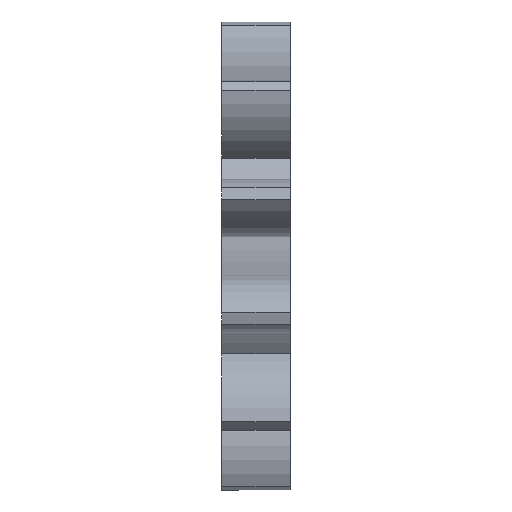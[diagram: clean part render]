
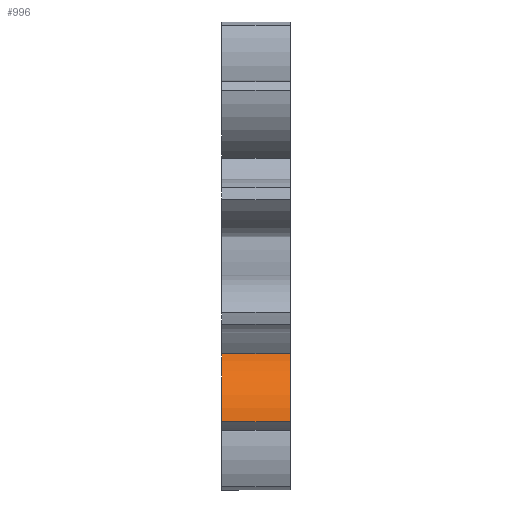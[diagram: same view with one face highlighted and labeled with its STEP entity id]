
A CAD part, front view. The second image highlights one B-rep face of the part: STEP entity #996.
In plain terms, the highlighted cylindrical face has radius 15.24 mm (diameter 30.48 mm), a partial arc.
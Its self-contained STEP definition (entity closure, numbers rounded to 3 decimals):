
#77 = FACE_OUTER_BOUND ( 'NONE', #995, .T. ) ;
#82 = EDGE_CURVE ( 'NONE', #1258, #1449, #1913, .T. ) ;
#148 = AXIS2_PLACEMENT_3D ( 'NONE', #1583, #307, #971 ) ;
#265 = CIRCLE ( 'NONE', #1311, 15.24 ) ;
#281 = CARTESIAN_POINT ( 'NONE',  ( 0., -32.219, -30.623 ) ) ;
#290 = VERTEX_POINT ( 'NONE', #281 ) ;
#307 = DIRECTION ( 'NONE',  ( -1., 0., 0. ) ) ;
#531 = CARTESIAN_POINT ( 'NONE',  ( 12.7, -32.219, -30.623 ) ) ;
#551 = AXIS2_PLACEMENT_3D ( 'NONE', #999, #1478, #969 ) ;
#573 = VECTOR ( 'NONE', #1085, 1000. ) ;
#804 = EDGE_CURVE ( 'NONE', #1825, #1258, #1314, .T. ) ;
#829 = DIRECTION ( 'NONE',  ( 1., 0., 0. ) ) ;
#969 = DIRECTION ( 'NONE',  ( 0., 0., 1. ) ) ;
#971 = DIRECTION ( 'NONE',  ( 0., -0.5, 0.866 ) ) ;
#995 = EDGE_LOOP ( 'NONE', ( #1631, #1140, #1895, #1247 ) ) ;
#996 = ADVANCED_FACE ( 'NONE', ( #77 ), #1408, .T. ) ;
#999 = CARTESIAN_POINT ( 'NONE',  ( 12.7, -17.004, -31.506 ) ) ;
#1027 = CARTESIAN_POINT ( 'NONE',  ( 6.35, -32.219, -30.623 ) ) ;
#1058 = CARTESIAN_POINT ( 'NONE',  ( 12.7, -24.162, -18.052 ) ) ;
#1085 = DIRECTION ( 'NONE',  ( -1., 0., 0. ) ) ;
#1140 = ORIENTED_EDGE ( 'NONE', *, *, #804, .T. ) ;
#1247 = ORIENTED_EDGE ( 'NONE', *, *, #1953, .T. ) ;
#1258 = VERTEX_POINT ( 'NONE', #1058 ) ;
#1311 = AXIS2_PLACEMENT_3D ( 'NONE', #1604, #829, #1770 ) ;
#1314 = CIRCLE ( 'NONE', #148, 15.24 ) ;
#1408 = CYLINDRICAL_SURFACE ( 'NONE', #551, 15.24 ) ;
#1449 = VERTEX_POINT ( 'NONE', #1608 ) ;
#1476 = EDGE_CURVE ( 'NONE', #290, #1825, #1517, .T. ) ;
#1478 = DIRECTION ( 'NONE',  ( -1., 0., 0. ) ) ;
#1517 = LINE ( 'NONE', #1027, #1525 ) ;
#1525 = VECTOR ( 'NONE', #2011, 1000. ) ;
#1583 = CARTESIAN_POINT ( 'NONE',  ( 12.7, -17.004, -31.506 ) ) ;
#1604 = CARTESIAN_POINT ( 'NONE',  ( 0., -17.004, -31.506 ) ) ;
#1608 = CARTESIAN_POINT ( 'NONE',  ( 0., -24.162, -18.052 ) ) ;
#1631 = ORIENTED_EDGE ( 'NONE', *, *, #1476, .T. ) ;
#1726 = CARTESIAN_POINT ( 'NONE',  ( 12.7, -24.162, -18.052 ) ) ;
#1770 = DIRECTION ( 'NONE',  ( 0., 0., -1. ) ) ;
#1825 = VERTEX_POINT ( 'NONE', #531 ) ;
#1895 = ORIENTED_EDGE ( 'NONE', *, *, #82, .T. ) ;
#1913 = LINE ( 'NONE', #1726, #573 ) ;
#1953 = EDGE_CURVE ( 'NONE', #1449, #290, #265, .T. ) ;
#2011 = DIRECTION ( 'NONE',  ( 1., 0., 0. ) ) ;
